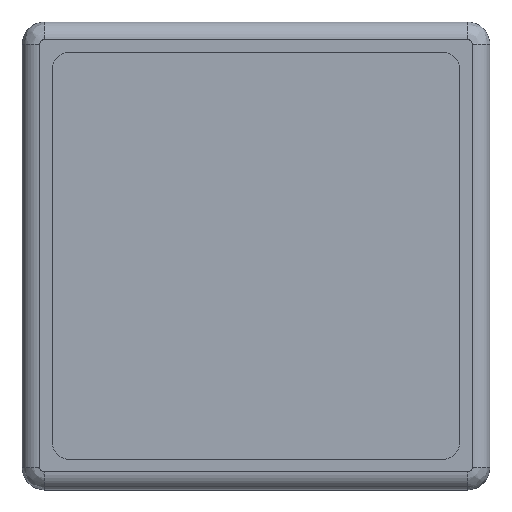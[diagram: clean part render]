
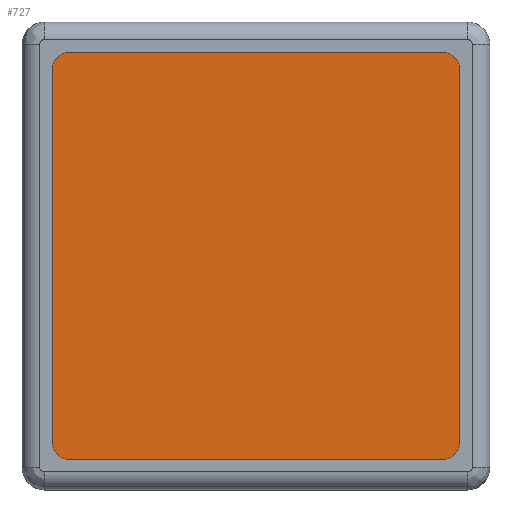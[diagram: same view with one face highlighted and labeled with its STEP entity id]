
A CAD part, top view. The second image highlights one B-rep face of the part: STEP entity #727.
In plain terms, the highlighted planar face has unit normal (0, 0, 1).
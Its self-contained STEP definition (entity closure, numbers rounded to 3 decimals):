
#21=LINE($,#1160,#73);
#25=LINE($,#1172,#77);
#29=LINE($,#1184,#81);
#33=LINE($,#1195,#85);
#73=VECTOR($,#931,21.);
#77=VECTOR($,#943,21.);
#81=VECTOR($,#955,21.);
#85=VECTOR($,#967,21.);
#147=PLANE($,#815);
#189=FACE_OUTER_BOUND($,#247,.T.);
#247=EDGE_LOOP($,(#539,#540,#541,#542,#543,#544,#545,#546));
#287=CIRCLE($,#800,1.);
#289=CIRCLE($,#804,1.);
#291=CIRCLE($,#808,1.);
#293=CIRCLE($,#812,1.);
#333=VERTEX_POINT($,#1150);
#334=VERTEX_POINT($,#1151);
#337=VERTEX_POINT($,#1159);
#339=VERTEX_POINT($,#1165);
#341=VERTEX_POINT($,#1171);
#343=VERTEX_POINT($,#1177);
#345=VERTEX_POINT($,#1183);
#347=VERTEX_POINT($,#1189);
#399=EDGE_CURVE($,#333,#334,#287,.T.);
#403=EDGE_CURVE($,#334,#337,#21,.T.);
#406=EDGE_CURVE($,#337,#339,#289,.T.);
#409=EDGE_CURVE($,#339,#341,#25,.T.);
#412=EDGE_CURVE($,#341,#343,#291,.T.);
#415=EDGE_CURVE($,#343,#345,#29,.T.);
#418=EDGE_CURVE($,#345,#347,#293,.T.);
#421=EDGE_CURVE($,#347,#333,#33,.T.);
#539=ORIENTED_EDGE($,*,*,#421,.T.);
#540=ORIENTED_EDGE($,*,*,#399,.T.);
#541=ORIENTED_EDGE($,*,*,#403,.T.);
#542=ORIENTED_EDGE($,*,*,#406,.T.);
#543=ORIENTED_EDGE($,*,*,#409,.T.);
#544=ORIENTED_EDGE($,*,*,#412,.T.);
#545=ORIENTED_EDGE($,*,*,#415,.T.);
#546=ORIENTED_EDGE($,*,*,#418,.T.);
#727=ADVANCED_FACE($,(#189),#147,.T.);
#800=AXIS2_PLACEMENT_3D($,#1152,#923,#924);
#804=AXIS2_PLACEMENT_3D($,#1166,#936,#937);
#808=AXIS2_PLACEMENT_3D($,#1178,#948,#949);
#812=AXIS2_PLACEMENT_3D($,#1190,#960,#961);
#815=AXIS2_PLACEMENT_3D($,#1197,#969,#970);
#923=DIRECTION('center_axis',(0.,0.,1.));
#924=DIRECTION('ref_axis',(0.,-1.,0.));
#931=DIRECTION($,(0.,1.,0.));
#936=DIRECTION('center_axis',(0.,0.,1.));
#937=DIRECTION('ref_axis',(1.,0.,0.));
#943=DIRECTION($,(-1.,0.,0.));
#948=DIRECTION('center_axis',(0.,0.,1.));
#949=DIRECTION('ref_axis',(0.,1.,0.));
#955=DIRECTION($,(0.,-1.,0.));
#960=DIRECTION('center_axis',(0.,0.,1.));
#961=DIRECTION('ref_axis',(-1.,0.,0.));
#967=DIRECTION($,(1.,0.,0.));
#969=DIRECTION('center_axis',(0.,0.,1.));
#970=DIRECTION('ref_axis',(1.,0.,0.));
#1150=CARTESIAN_POINT('',(10.5,-11.5,10.6));
#1151=CARTESIAN_POINT('',(11.5,-10.5,10.6));
#1152=CARTESIAN_POINT('Origin',(10.5,-10.5,10.6));
#1159=CARTESIAN_POINT('',(11.5,10.5,10.6));
#1160=CARTESIAN_POINT($,(11.5,-10.5,10.6));
#1165=CARTESIAN_POINT('',(10.5,11.5,10.6));
#1166=CARTESIAN_POINT('Origin',(10.5,10.5,10.6));
#1171=CARTESIAN_POINT('',(-10.5,11.5,10.6));
#1172=CARTESIAN_POINT($,(10.5,11.5,10.6));
#1177=CARTESIAN_POINT('',(-11.5,10.5,10.6));
#1178=CARTESIAN_POINT('Origin',(-10.5,10.5,10.6));
#1183=CARTESIAN_POINT('',(-11.5,-10.5,10.6));
#1184=CARTESIAN_POINT($,(-11.5,10.5,10.6));
#1189=CARTESIAN_POINT('',(-10.5,-11.5,10.6));
#1190=CARTESIAN_POINT('Origin',(-10.5,-10.5,10.6));
#1195=CARTESIAN_POINT($,(-10.5,-11.5,10.6));
#1197=CARTESIAN_POINT('Origin',(0.,0.,
10.6));
